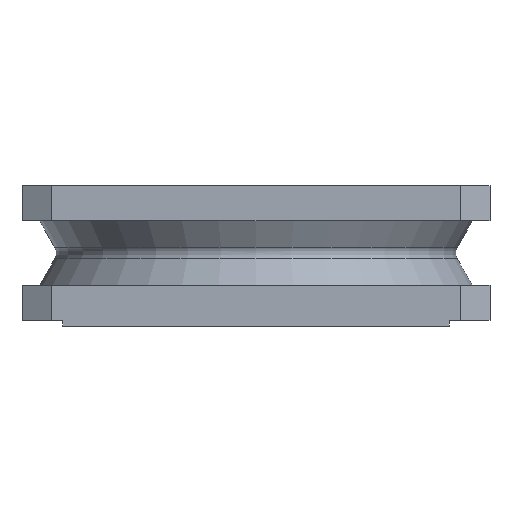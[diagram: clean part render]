
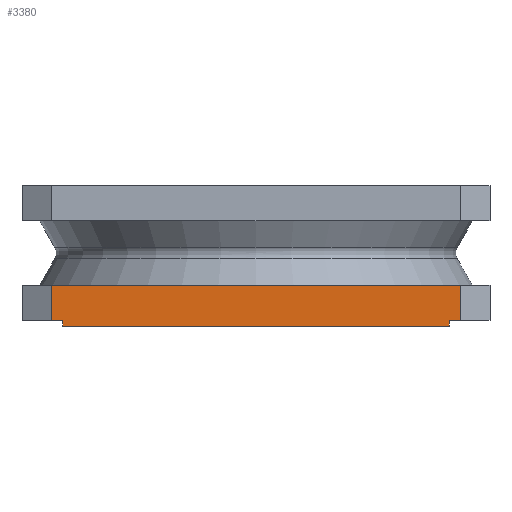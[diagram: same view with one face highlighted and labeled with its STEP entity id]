
A CAD part, left-side view. The second image highlights one B-rep face of the part: STEP entity #3380.
In plain terms, the highlighted face is planar.
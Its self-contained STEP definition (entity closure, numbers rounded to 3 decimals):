
#282=LINE('',#5259,#585);
#289=LINE('',#5273,#592);
#316=LINE('',#5326,#619);
#320=LINE('',#5334,#623);
#341=LINE('',#5375,#644);
#342=LINE('',#5377,#645);
#343=LINE('',#5379,#646);
#344=LINE('',#5380,#647);
#585=VECTOR('',#3922,1000.);
#592=VECTOR('',#3931,1000.);
#619=VECTOR('',#3974,1000.);
#623=VECTOR('',#3980,1000.);
#644=VECTOR('',#4017,1000.);
#645=VECTOR('',#4018,1000.);
#646=VECTOR('',#4019,1000.);
#647=VECTOR('',#4020,1000.);
#1245=ORIENTED_EDGE('',*,*,#1643,.T.);
#1246=ORIENTED_EDGE('',*,*,#1664,.T.);
#1247=ORIENTED_EDGE('',*,*,#1665,.T.);
#1248=ORIENTED_EDGE('',*,*,#1666,.F.);
#1249=ORIENTED_EDGE('',*,*,#1639,.T.);
#1250=ORIENTED_EDGE('',*,*,#1612,.T.);
#1251=ORIENTED_EDGE('',*,*,#1667,.F.);
#1252=ORIENTED_EDGE('',*,*,#1605,.F.);
#1605=EDGE_CURVE('',#1867,#1868,#282,.T.);
#1612=EDGE_CURVE('',#1872,#1873,#289,.T.);
#1639=EDGE_CURVE('',#1892,#1872,#316,.T.);
#1643=EDGE_CURVE('',#1867,#1894,#320,.T.);
#1664=EDGE_CURVE('',#1894,#1907,#341,.T.);
#1665=EDGE_CURVE('',#1907,#1908,#342,.T.);
#1666=EDGE_CURVE('',#1892,#1908,#343,.T.);
#1667=EDGE_CURVE('',#1868,#1873,#344,.T.);
#1867=VERTEX_POINT('',#5258);
#1868=VERTEX_POINT('',#5260);
#1872=VERTEX_POINT('',#5270);
#1873=VERTEX_POINT('',#5272);
#1892=VERTEX_POINT('',#5327);
#1894=VERTEX_POINT('',#5333);
#1907=VERTEX_POINT('',#5376);
#1908=VERTEX_POINT('',#5378);
#2057=EDGE_LOOP('',(#1245,#1246,#1247,#1248,#1249,#1250,#1251,#1252));
#2204=FACE_BOUND('',#2057,.T.);
#2319=PLANE('',#3512);
#3380=ADVANCED_FACE('',(#2204),#2319,.T.);
#3512=AXIS2_PLACEMENT_3D('',#5374,#4015,#4016);
#3922=DIRECTION('',(0.,0.,1.));
#3931=DIRECTION('',(0.,0.,1.));
#3974=DIRECTION('',(1.,0.,0.));
#3980=DIRECTION('',(1.,0.,0.));
#4015=DIRECTION('',(0.,-1.,0.));
#4016=DIRECTION('',(1.,0.,0.));
#4017=DIRECTION('',(0.,0.,-1.));
#4018=DIRECTION('',(1.,0.,0.));
#4019=DIRECTION('',(0.,0.,-1.));
#4020=DIRECTION('',(1.,0.,0.));
#5258=CARTESIAN_POINT('',(-1.75,-2.,-0.575));
#5259=CARTESIAN_POINT('',(-1.75,-2.,-0.575));
#5260=CARTESIAN_POINT('',(-1.75,-2.,-0.275));
#5270=CARTESIAN_POINT('',(1.75,-2.,-0.575));
#5272=CARTESIAN_POINT('',(1.75,-2.,-0.275));
#5273=CARTESIAN_POINT('',(1.75,-2.,-0.575));
#5326=CARTESIAN_POINT('',(1.75,-2.,-0.575));
#5327=CARTESIAN_POINT('',(1.65,-2.,-0.575));
#5333=CARTESIAN_POINT('',(-1.65,-2.,-0.575));
#5334=CARTESIAN_POINT('',(1.75,-2.,-0.575));
#5374=CARTESIAN_POINT('',(1.75,-2.,-0.575));
#5375=CARTESIAN_POINT('',(-1.65,-2.,-0.525));
#5376=CARTESIAN_POINT('',(-1.65,-2.,-0.625));
#5377=CARTESIAN_POINT('',(-1.65,-2.,-0.625));
#5378=CARTESIAN_POINT('',(1.65,-2.,-0.625));
#5379=CARTESIAN_POINT('',(1.65,-2.,-0.525));
#5380=CARTESIAN_POINT('',(1.75,-2.,-0.275));
